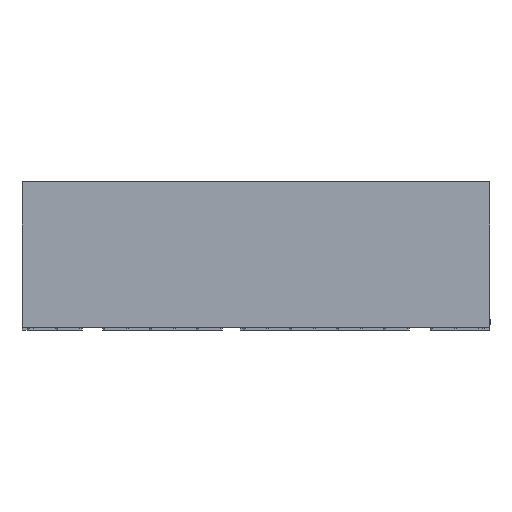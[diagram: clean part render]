
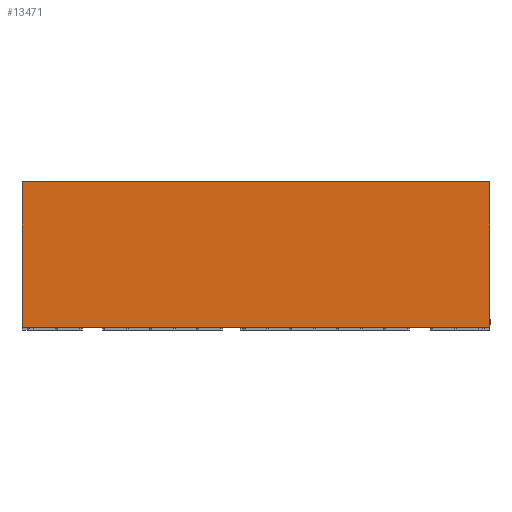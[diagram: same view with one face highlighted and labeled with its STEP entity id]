
A CAD part, front view. The second image highlights one B-rep face of the part: STEP entity #13471.
In plain terms, the highlighted face is planar.
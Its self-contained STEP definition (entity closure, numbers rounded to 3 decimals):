
#909=ORIENTED_EDGE('',*,*,#4906,.T.);
#910=ORIENTED_EDGE('',*,*,#4907,.F.);
#911=ORIENTED_EDGE('',*,*,#4519,.F.);
#912=ORIENTED_EDGE('',*,*,#4842,.T.);
#4519=EDGE_CURVE('',#6529,#6530,#7841,.T.);
#4842=EDGE_CURVE('',#6529,#6839,#8127,.T.);
#4906=EDGE_CURVE('',#6839,#6894,#8191,.T.);
#4907=EDGE_CURVE('',#6530,#6894,#8192,.T.);
#6529=VERTEX_POINT('',#18856);
#6530=VERTEX_POINT('',#18858);
#6839=VERTEX_POINT('',#19491);
#6894=VERTEX_POINT('',#19612);
#7841=LINE('',#18857,#9652);
#8127=LINE('',#19492,#9938);
#8191=LINE('',#19611,#10002);
#8192=LINE('',#19613,#10003);
#9652=VECTOR('',#15242,1000.);
#9938=VECTOR('',#15606,1000.);
#10002=VECTOR('',#15672,1000.);
#10003=VECTOR('',#15673,1000.);
#11343=EDGE_LOOP('',(#909,#910,#911,#912));
#12109=FACE_BOUND('',#11343,.T.);
#12851=PLANE('',#14271);
#13471=ADVANCED_FACE('',(#12109),#12851,.T.);
#14271=AXIS2_PLACEMENT_3D('',#19610,#15670,#15671);
#15242=DIRECTION('',(0.,-1.,0.));
#15606=DIRECTION('',(0.,0.,1.));
#15670=DIRECTION('',(1.,0.,0.));
#15671=DIRECTION('',(0.,1.,0.));
#15672=DIRECTION('',(0.,-1.,0.));
#15673=DIRECTION('',(0.,0.,1.));
#18856=CARTESIAN_POINT('',(-14.852,-36.964,5.232));
#18857=CARTESIAN_POINT('',(-14.852,-36.964,5.232));
#18858=CARTESIAN_POINT('',(-14.852,-45.965,5.232));
#19491=CARTESIAN_POINT('',(-14.852,-36.964,8.032));
#19492=CARTESIAN_POINT('',(-14.852,-36.964,5.232));
#19610=CARTESIAN_POINT('',(-14.852,-36.964,5.232));
#19611=CARTESIAN_POINT('',(-14.852,-36.964,8.032));
#19612=CARTESIAN_POINT('',(-14.852,-45.965,8.032));
#19613=CARTESIAN_POINT('',(-14.852,-45.965,5.232));
